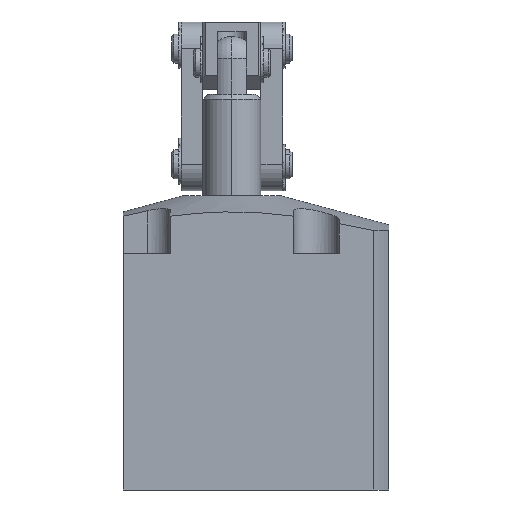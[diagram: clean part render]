
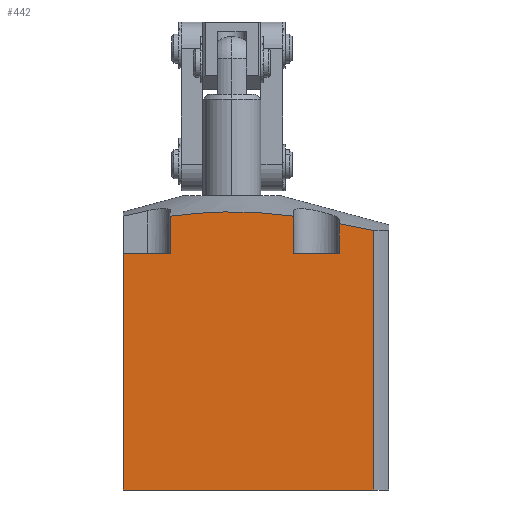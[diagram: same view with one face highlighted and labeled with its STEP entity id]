
A CAD part, front view. The second image highlights one B-rep face of the part: STEP entity #442.
In plain terms, the highlighted planar face has unit normal (0, -1, 0).
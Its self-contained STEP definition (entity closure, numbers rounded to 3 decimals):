
#442 = ADVANCED_FACE ( 'NONE', ( #4779 ), #8805, .F. ) ;
#1738 = EDGE_LOOP ( 'NONE', ( #8183, #8184, #8185, #8186, #8187, #8188, #8189, #8190, #8191, #8192 ) ) ;
#2072 = EDGE_CURVE ( 'NONE', #2709, #2708, #4988, .T. ) ;
#2095 = EDGE_CURVE ( 'NONE', #2712, #2732, #8889, .T. ) ;
#2099 = EDGE_CURVE ( 'NONE', #2731, #2736, #8921, .T. ) ;
#2118 = EDGE_CURVE ( 'NONE', #2744, #2748, #5038, .T. ) ;
#2121 = EDGE_CURVE ( 'NONE', #2749, #2752, #5044, .T. ) ;
#2124 = EDGE_CURVE ( 'NONE', #2749, #2731, #5050, .T. ) ;
#2127 = EDGE_CURVE ( 'NONE', #2752, #2732, #5055, .T. ) ;
#2130 = EDGE_CURVE ( 'NONE', #2744, #2712, #5061, .T. ) ;
#2132 = EDGE_CURVE ( 'NONE', #2736, #2708, #5065, .T. ) ;
#2150 = EDGE_CURVE ( 'NONE', #2748, #2709, #5099, .T. ) ;
#2472 = AXIS2_PLACEMENT_3D ( 'NONE', #8798, #8808, #8809 ) ;
#2708 = VERTEX_POINT ( 'NONE', #3315 ) ;
#2709 = VERTEX_POINT ( 'NONE', #3316 ) ;
#2712 = VERTEX_POINT ( 'NONE', #3319 ) ;
#2731 = VERTEX_POINT ( 'NONE', #3338 ) ;
#2732 = VERTEX_POINT ( 'NONE', #3339 ) ;
#2736 = VERTEX_POINT ( 'NONE', #3343 ) ;
#2744 = VERTEX_POINT ( 'NONE', #3351 ) ;
#2748 = VERTEX_POINT ( 'NONE', #3355 ) ;
#2749 = VERTEX_POINT ( 'NONE', #3356 ) ;
#2752 = VERTEX_POINT ( 'NONE', #3359 ) ;
#3315 = CARTESIAN_POINT ( 'NONE',  ( 29.373, -22.5, 0. ) ) ;
#3316 = CARTESIAN_POINT ( 'NONE',  ( -22.5, -22.5, 0. ) ) ;
#3319 = CARTESIAN_POINT ( 'NONE',  ( -12.75, -22.5, 56.75 ) ) ;
#3338 = CARTESIAN_POINT ( 'NONE',  ( 22.25, -22.5, 55.201 ) ) ;
#3339 = CARTESIAN_POINT ( 'NONE',  ( 12.75, -22.5, 56.75 ) ) ;
#3343 = CARTESIAN_POINT ( 'NONE',  ( 29.373, -22.5, 53.765 ) ) ;
#3351 = CARTESIAN_POINT ( 'NONE',  ( -12.75, -22.5, 49. ) ) ;
#3355 = CARTESIAN_POINT ( 'NONE',  ( -22.5, -22.5, 49. ) ) ;
#3356 = CARTESIAN_POINT ( 'NONE',  ( 22.25, -22.5, 49. ) ) ;
#3359 = CARTESIAN_POINT ( 'NONE',  ( 12.75, -22.5, 49. ) ) ;
#4779 = FACE_OUTER_BOUND ( 'NONE', #1738, .T. ) ;
#4988 = LINE ( 'NONE', #9249, #4992 ) ;
#4992 = VECTOR ( 'NONE', #9246, 1000. ) ;
#5038 = LINE ( 'NONE', #9512, #5041 ) ;
#5041 = VECTOR ( 'NONE', #9513, 1000. ) ;
#5044 = LINE ( 'NONE', #9518, #5047 ) ;
#5047 = VECTOR ( 'NONE', #9519, 1000. ) ;
#5050 = LINE ( 'NONE', #9505, #5052 ) ;
#5052 = VECTOR ( 'NONE', #9506, 1000. ) ;
#5055 = LINE ( 'NONE', #5112, #5058 ) ;
#5058 = VECTOR ( 'NONE', #5113, 1000. ) ;
#5061 = LINE ( 'NONE', #5118, #5064 ) ;
#5064 = VECTOR ( 'NONE', #5119, 1000. ) ;
#5065 = LINE ( 'NONE', #5122, #5068 ) ;
#5068 = VECTOR ( 'NONE', #5123, 1000. ) ;
#5099 = LINE ( 'NONE', #5157, #6474 ) ;
#5112 = CARTESIAN_POINT ( 'NONE',  ( 12.75, -22.5, 49. ) ) ;
#5113 = DIRECTION ( 'NONE',  ( 0., 0., 1. ) ) ;
#5118 = CARTESIAN_POINT ( 'NONE',  ( -12.75, -22.5, 49. ) ) ;
#5119 = DIRECTION ( 'NONE',  ( 0., 0., 1. ) ) ;
#5122 = CARTESIAN_POINT ( 'NONE',  ( 29.373, -22.5, 61. ) ) ;
#5123 = DIRECTION ( 'NONE',  ( 0., 0., -1. ) ) ;
#5153 = DIRECTION ( 'NONE',  ( 0., 0., -1. ) ) ;
#5157 = CARTESIAN_POINT ( 'NONE',  ( -22.5, -22.5, 61. ) ) ;
#6474 = VECTOR ( 'NONE', #5153, 1000. ) ;
#8183 = ORIENTED_EDGE ( 'NONE', *, *, #2095, .F. ) ;
#8184 = ORIENTED_EDGE ( 'NONE', *, *, #2130, .F. ) ;
#8185 = ORIENTED_EDGE ( 'NONE', *, *, #2118, .T. ) ;
#8186 = ORIENTED_EDGE ( 'NONE', *, *, #2150, .T. ) ;
#8187 = ORIENTED_EDGE ( 'NONE', *, *, #2072, .T. ) ;
#8188 = ORIENTED_EDGE ( 'NONE', *, *, #2132, .F. ) ;
#8189 = ORIENTED_EDGE ( 'NONE', *, *, #2099, .F. ) ;
#8190 = ORIENTED_EDGE ( 'NONE', *, *, #2124, .F. ) ;
#8191 = ORIENTED_EDGE ( 'NONE', *, *, #2121, .T. ) ;
#8192 = ORIENTED_EDGE ( 'NONE', *, *, #2127, .T. ) ;
#8798 = CARTESIAN_POINT ( 'NONE',  ( 0., -22.5, 61. ) ) ;
#8805 = PLANE ( 'NONE',  #2472 ) ;
#8808 = DIRECTION ( 'NONE',  ( 0., 1., 0. ) ) ;
#8809 = DIRECTION ( 'NONE',  ( 0., 0., 1. ) ) ;
#8889 = B_SPLINE_CURVE_WITH_KNOTS ( 'NONE', 3,
 ( #9405, #9380, #9407, #9408, #9409, #9410, #9411, #9412, #9413, #9414, #9415, #9416 ),
 .UNSPECIFIED., .F., .F.,
 ( 4, 2, 2, 2, 2, 4 ),
 ( 0.036, 0.043, 0.049, 0.056, 0.059, 0.062 ),
 .UNSPECIFIED. ) ;
#8921 = B_SPLINE_CURVE_WITH_KNOTS ( 'NONE', 3,
 ( #9459, #9417, #9460, #9461 ),
 .UNSPECIFIED., .F., .F.,
 ( 4, 4 ),
 ( 0.072, 0.079 ),
 .UNSPECIFIED. ) ;
#9246 = DIRECTION ( 'NONE',  ( 1., 0., 0. ) ) ;
#9249 = CARTESIAN_POINT ( 'NONE',  ( 0., -22.5, 0. ) ) ;
#9380 = CARTESIAN_POINT ( 'NONE',  ( -10.635, -22.5, 57.029 ) ) ;
#9405 = CARTESIAN_POINT ( 'NONE',  ( -12.75, -22.5, 56.75 ) ) ;
#9407 = CARTESIAN_POINT ( 'NONE',  ( -8.519, -22.5, 57.256 ) ) ;
#9408 = CARTESIAN_POINT ( 'NONE',  ( -4.28, -22.5, 57.567 ) ) ;
#9409 = CARTESIAN_POINT ( 'NONE',  ( -2.158, -22.5, 57.65 ) ) ;
#9410 = CARTESIAN_POINT ( 'NONE',  ( 2.092, -22.5, 57.651 ) ) ;
#9411 = CARTESIAN_POINT ( 'NONE',  ( 4.22, -22.5, 57.57 ) ) ;
#9412 = CARTESIAN_POINT ( 'NONE',  ( 7.417, -22.5, 57.337 ) ) ;
#9413 = CARTESIAN_POINT ( 'NONE',  ( 8.483, -22.5, 57.242 ) ) ;
#9414 = CARTESIAN_POINT ( 'NONE',  ( 10.617, -22.5, 57.018 ) ) ;
#9415 = CARTESIAN_POINT ( 'NONE',  ( 11.686, -22.5, 56.891 ) ) ;
#9416 = CARTESIAN_POINT ( 'NONE',  ( 12.75, -22.5, 56.75 ) ) ;
#9417 = CARTESIAN_POINT ( 'NONE',  ( 24.631, -22.5, 54.752 ) ) ;
#9459 = CARTESIAN_POINT ( 'NONE',  ( 22.25, -22.5, 55.201 ) ) ;
#9460 = CARTESIAN_POINT ( 'NONE',  ( 27.004, -22.5, 54.269 ) ) ;
#9461 = CARTESIAN_POINT ( 'NONE',  ( 29.373, -22.5, 53.765 ) ) ;
#9505 = CARTESIAN_POINT ( 'NONE',  ( 22.25, -22.5, 49. ) ) ;
#9506 = DIRECTION ( 'NONE',  ( 0., 0., 1. ) ) ;
#9512 = CARTESIAN_POINT ( 'NONE',  ( -22.5, -22.5, 49. ) ) ;
#9513 = DIRECTION ( 'NONE',  ( -1., 0., 0. ) ) ;
#9518 = CARTESIAN_POINT ( 'NONE',  ( 12.75, -22.5, 49. ) ) ;
#9519 = DIRECTION ( 'NONE',  ( -1., 0., 0. ) ) ;
